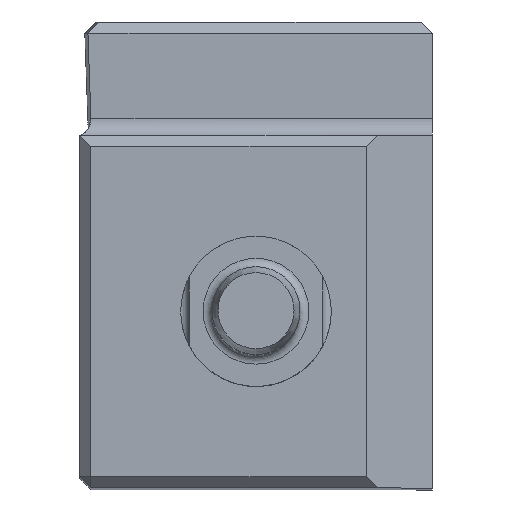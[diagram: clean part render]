
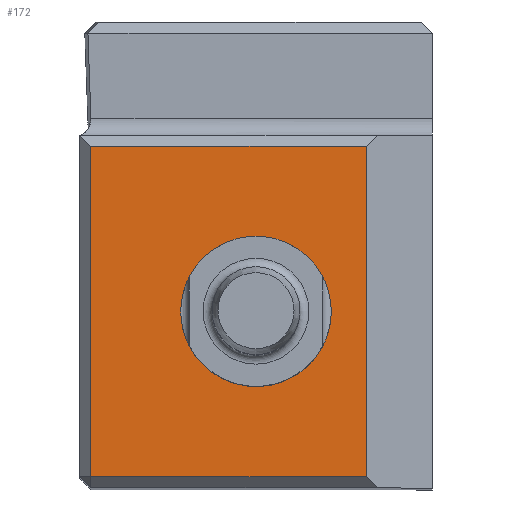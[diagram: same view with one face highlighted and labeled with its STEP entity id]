
A CAD part, top view. The second image highlights one B-rep face of the part: STEP entity #172.
In plain terms, the highlighted planar face has unit normal (0, 0, 1).
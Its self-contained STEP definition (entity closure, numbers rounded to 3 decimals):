
#125=FACE_BOUND('',#318,.T.);
#126=FACE_BOUND('',#319,.T.);
#152=CIRCLE('',#1164,3.375);
#172=ADVANCED_FACE('',(#125,#126),#230,.T.);
#230=PLANE('',#1165);
#318=EDGE_LOOP('',(#403,#404,#405,#406));
#319=EDGE_LOOP('',(#407));
#403=ORIENTED_EDGE('',*,*,#760,.T.);
#404=ORIENTED_EDGE('',*,*,#761,.T.);
#405=ORIENTED_EDGE('',*,*,#762,.F.);
#406=ORIENTED_EDGE('',*,*,#763,.T.);
#407=ORIENTED_EDGE('',*,*,#764,.T.);
#667=VERTEX_POINT('',#1582);
#668=VERTEX_POINT('',#1583);
#669=VERTEX_POINT('',#1585);
#670=VERTEX_POINT('',#1587);
#671=VERTEX_POINT('',#1590);
#760=EDGE_CURVE('',#667,#668,#893,.T.);
#761=EDGE_CURVE('',#668,#669,#894,.T.);
#762=EDGE_CURVE('',#670,#669,#895,.T.);
#763=EDGE_CURVE('',#670,#667,#896,.T.);
#764=EDGE_CURVE('',#671,#671,#152,.T.);
#893=LINE('',#1581,#999);
#894=LINE('',#1584,#1000);
#895=LINE('',#1586,#1001);
#896=LINE('',#1588,#1002);
#999=VECTOR('',#1281,1.);
#1000=VECTOR('',#1282,1.);
#1001=VECTOR('',#1283,1.);
#1002=VECTOR('',#1284,1.);
#1164=AXIS2_PLACEMENT_3D('',#1589,#1285,#1286);
#1165=AXIS2_PLACEMENT_3D('',#1591,#1287,#1288);
#1281=DIRECTION('',(0.,-1.,0.));
#1282=DIRECTION('',(1.,0.,0.));
#1283=DIRECTION('',(0.,-1.,0.));
#1284=DIRECTION('',(-1.,0.,0.));
#1285=DIRECTION('',(0.,0.,-1.));
#1286=DIRECTION('',(1.,0.,0.));
#1287=DIRECTION('',(0.,0.,1.));
#1288=DIRECTION('',(1.,0.,0.));
#1581=CARTESIAN_POINT('',(0.5,21.,0.));
#1582=CARTESIAN_POINT('',(0.5,15.35,0.));
#1583=CARTESIAN_POINT('',(0.5,0.5,0.));
#1584=CARTESIAN_POINT('',(12.876,0.5,0.));
#1585=CARTESIAN_POINT('',(12.876,0.5,0.));
#1586=CARTESIAN_POINT('',(12.876,21.,0.));
#1587=CARTESIAN_POINT('',(12.876,15.35,0.));
#1588=CARTESIAN_POINT('',(0.,15.35,0.));
#1589=CARTESIAN_POINT('',(7.925,7.925,0.));
#1590=CARTESIAN_POINT('',(11.3,7.925,0.));
#1591=CARTESIAN_POINT('',(12.876,21.,0.));
